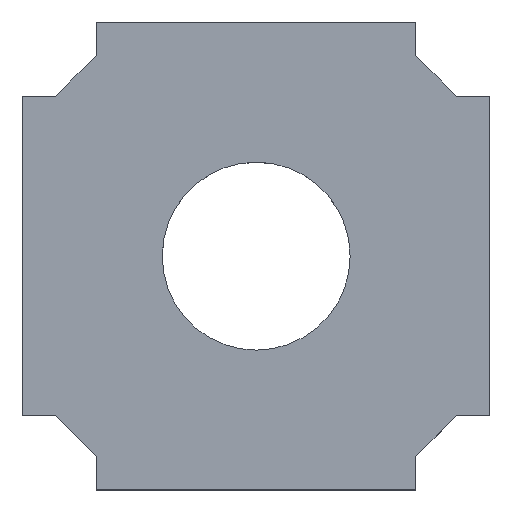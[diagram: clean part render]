
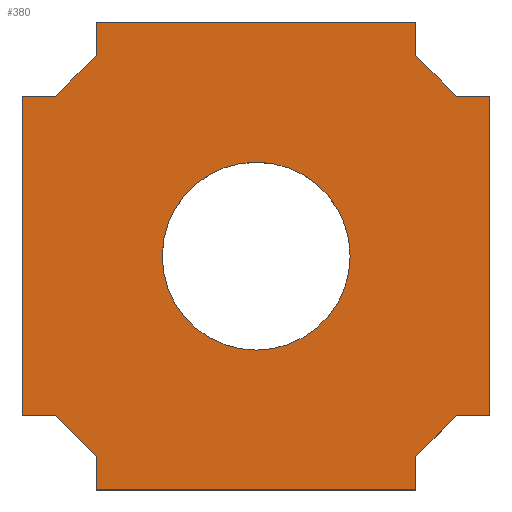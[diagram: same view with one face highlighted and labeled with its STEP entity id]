
A CAD part, top view. The second image highlights one B-rep face of the part: STEP entity #380.
In plain terms, the highlighted planar face has unit normal (0, 0, 1).
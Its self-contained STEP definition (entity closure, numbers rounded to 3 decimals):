
#16=FACE_BOUND('',#73,.T.);
#33=PLANE('',#421);
#52=FACE_OUTER_BOUND('',#72,.T.);
#72=EDGE_LOOP('',(#341,#342,#343,#344,#345,#346,#347,#348,#349,#350,#351,
#352,#353,#354,#355,#356));
#73=EDGE_LOOP('',(#357));
#76=LINE('',#526,#125);
#80=LINE('',#534,#129);
#83=LINE('',#540,#132);
#86=LINE('',#547,#135);
#90=LINE('',#555,#139);
#93=LINE('',#561,#142);
#96=LINE('',#568,#145);
#100=LINE('',#576,#149);
#103=LINE('',#582,#152);
#106=LINE('',#589,#155);
#110=LINE('',#597,#159);
#113=LINE('',#603,#162);
#116=LINE('',#608,#165);
#118=LINE('',#611,#167);
#122=LINE('',#617,#171);
#123=LINE('',#619,#172);
#125=VECTOR('',#434,10.);
#129=VECTOR('',#440,10.);
#132=VECTOR('',#445,10.);
#135=VECTOR('',#450,10.);
#139=VECTOR('',#456,10.);
#142=VECTOR('',#461,10.);
#145=VECTOR('',#466,10.);
#149=VECTOR('',#472,10.);
#152=VECTOR('',#477,10.);
#155=VECTOR('',#482,10.);
#159=VECTOR('',#488,10.);
#162=VECTOR('',#493,10.);
#165=VECTOR('',#498,10.);
#167=VECTOR('',#502,10.);
#171=VECTOR('',#510,10.);
#172=VECTOR('',#513,10.);
#174=CIRCLE('',#404,10.);
#176=VERTEX_POINT('',#520);
#177=VERTEX_POINT('',#524);
#178=VERTEX_POINT('',#525);
#181=VERTEX_POINT('',#533);
#183=VERTEX_POINT('',#539);
#185=VERTEX_POINT('',#545);
#186=VERTEX_POINT('',#546);
#189=VERTEX_POINT('',#554);
#191=VERTEX_POINT('',#560);
#193=VERTEX_POINT('',#566);
#194=VERTEX_POINT('',#567);
#197=VERTEX_POINT('',#575);
#199=VERTEX_POINT('',#581);
#201=VERTEX_POINT('',#587);
#202=VERTEX_POINT('',#588);
#205=VERTEX_POINT('',#596);
#207=VERTEX_POINT('',#602);
#211=EDGE_CURVE('',#176,#176,#174,.T.);
#212=EDGE_CURVE('',#177,#178,#76,.T.);
#216=EDGE_CURVE('',#181,#177,#80,.T.);
#219=EDGE_CURVE('',#183,#181,#83,.T.);
#222=EDGE_CURVE('',#185,#186,#86,.T.);
#226=EDGE_CURVE('',#186,#189,#90,.T.);
#229=EDGE_CURVE('',#191,#185,#93,.T.);
#232=EDGE_CURVE('',#193,#194,#96,.T.);
#236=EDGE_CURVE('',#197,#193,#100,.T.);
#239=EDGE_CURVE('',#199,#197,#103,.T.);
#242=EDGE_CURVE('',#201,#202,#106,.T.);
#246=EDGE_CURVE('',#202,#205,#110,.T.);
#249=EDGE_CURVE('',#207,#201,#113,.T.);
#252=EDGE_CURVE('',#178,#199,#116,.T.);
#254=EDGE_CURVE('',#194,#207,#118,.T.);
#258=EDGE_CURVE('',#205,#191,#122,.T.);
#259=EDGE_CURVE('',#189,#183,#123,.T.);
#341=ORIENTED_EDGE('',*,*,#259,.T.);
#342=ORIENTED_EDGE('',*,*,#219,.T.);
#343=ORIENTED_EDGE('',*,*,#216,.T.);
#344=ORIENTED_EDGE('',*,*,#212,.T.);
#345=ORIENTED_EDGE('',*,*,#252,.T.);
#346=ORIENTED_EDGE('',*,*,#239,.T.);
#347=ORIENTED_EDGE('',*,*,#236,.T.);
#348=ORIENTED_EDGE('',*,*,#232,.T.);
#349=ORIENTED_EDGE('',*,*,#254,.T.);
#350=ORIENTED_EDGE('',*,*,#249,.T.);
#351=ORIENTED_EDGE('',*,*,#242,.T.);
#352=ORIENTED_EDGE('',*,*,#246,.T.);
#353=ORIENTED_EDGE('',*,*,#258,.T.);
#354=ORIENTED_EDGE('',*,*,#229,.T.);
#355=ORIENTED_EDGE('',*,*,#222,.T.);
#356=ORIENTED_EDGE('',*,*,#226,.T.);
#357=ORIENTED_EDGE('',*,*,#211,.T.);
#380=ADVANCED_FACE('',(#52,#16),#33,.F.);
#404=AXIS2_PLACEMENT_3D('',#522,#430,#431);
#421=AXIS2_PLACEMENT_3D('',#618,#511,#512);
#430=DIRECTION('center_axis',(0.,0.,
-1.));
#431=DIRECTION('ref_axis',(-1.,0.,0.));
#434=DIRECTION('',(1.,0.,0.));
#440=DIRECTION('',(0.707,0.707,0.));
#445=DIRECTION('',(0.,1.,0.));
#450=DIRECTION('',(0.707,-0.707,0.));
#456=DIRECTION('',(0.,-1.,0.));
#461=DIRECTION('',(1.,0.,0.));
#466=DIRECTION('',(0.,1.,0.));
#472=DIRECTION('',(-0.707,0.707,0.));
#477=DIRECTION('',(-1.,0.,0.));
#482=DIRECTION('',(-0.707,-0.707,0.));
#488=DIRECTION('',(-1.,0.,0.));
#493=DIRECTION('',(0.,-1.,0.));
#498=DIRECTION('',(0.,1.,0.));
#502=DIRECTION('',(-1.,0.,0.));
#510=DIRECTION('',(0.,-1.,0.));
#511=DIRECTION('center_axis',(0.,0.,
-1.));
#512=DIRECTION('ref_axis',(-1.,0.,0.));
#513=DIRECTION('',(1.,0.,0.));
#520=CARTESIAN_POINT('',(-25.409,20.909,22.));
#522=CARTESIAN_POINT('Origin',(-35.409,20.909,22.));
#524=CARTESIAN_POINT('',(-14.105,3.93,22.));
#525=CARTESIAN_POINT('',(-10.53,3.93,22.));
#526=CARTESIAN_POINT('',(-24.767,3.93,22.));
#533=CARTESIAN_POINT('',(-18.43,-0.395,22.));
#534=CARTESIAN_POINT('',(-17.349,0.686,22.));
#539=CARTESIAN_POINT('',(-18.43,-3.97,22.));
#540=CARTESIAN_POINT('',(-18.43,8.48,22.));
#545=CARTESIAN_POINT('',(-56.755,3.93,22.));
#546=CARTESIAN_POINT('',(-52.389,-0.437,22.));
#547=CARTESIAN_POINT('',(-55.674,2.849,22.));
#554=CARTESIAN_POINT('',(-52.389,-3.97,22.));
#555=CARTESIAN_POINT('',(-52.389,10.247,22.));
#560=CARTESIAN_POINT('',(-60.33,3.93,22.));
#561=CARTESIAN_POINT('',(-47.88,3.93,22.));
#566=CARTESIAN_POINT('',(-18.43,42.255,22.));
#567=CARTESIAN_POINT('',(-18.43,45.83,22.));
#568=CARTESIAN_POINT('',(-18.43,31.593,22.));
#575=CARTESIAN_POINT('',(-14.105,37.93,22.));
#576=CARTESIAN_POINT('',(-15.186,39.011,22.));
#581=CARTESIAN_POINT('',(-10.53,37.93,22.));
#582=CARTESIAN_POINT('',(-22.98,37.93,22.));
#587=CARTESIAN_POINT('',(-52.43,42.255,22.));
#588=CARTESIAN_POINT('',(-56.755,37.93,22.));
#589=CARTESIAN_POINT('',(-53.511,41.174,22.));
#596=CARTESIAN_POINT('',(-60.33,37.93,22.));
#597=CARTESIAN_POINT('',(-46.093,37.93,22.));
#602=CARTESIAN_POINT('',(-52.43,45.83,22.));
#603=CARTESIAN_POINT('',(-52.43,33.38,22.));
#608=CARTESIAN_POINT('',(-10.53,29.33,22.));
#611=CARTESIAN_POINT('',(-43.83,45.83,22.));
#617=CARTESIAN_POINT('',(-60.33,12.53,22.));
#618=CARTESIAN_POINT('Origin',(-58.501,20.93,22.));
#619=CARTESIAN_POINT('',(-27.03,-3.97,22.));
